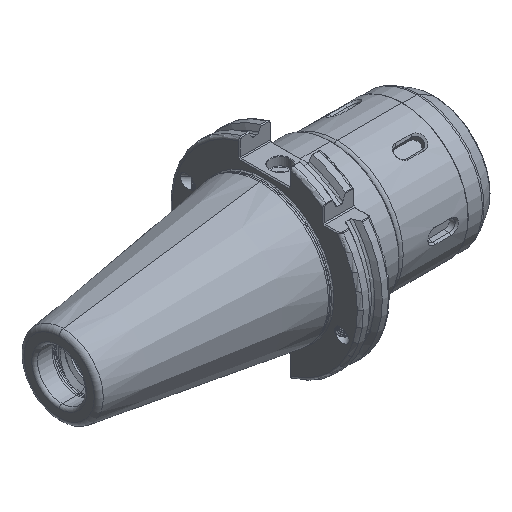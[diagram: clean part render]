
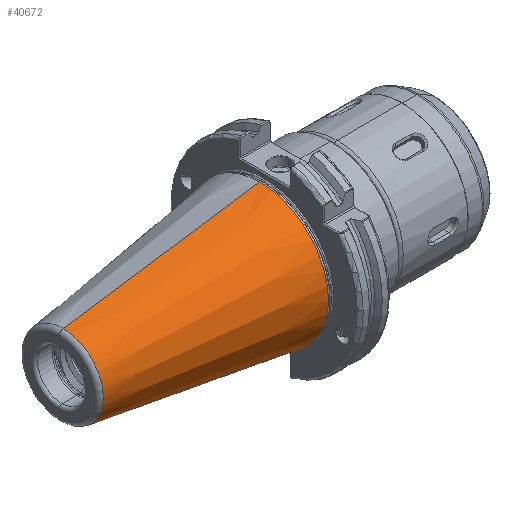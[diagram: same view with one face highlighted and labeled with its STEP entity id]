
A CAD part, isometric view. The second image highlights one B-rep face of the part: STEP entity #40672.
In plain terms, the highlighted conical face has half-angle 8.297 degrees and reference radius 35.392 mm.
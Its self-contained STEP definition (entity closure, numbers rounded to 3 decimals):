
#5046 = DIRECTION ( 'NONE',  ( 1., 0., 0. ) ) ;
#5048 = DIRECTION ( 'NONE',  ( 0., 0., -1. ) ) ;
#5066 = CARTESIAN_POINT ( 'NONE',  ( 0., 0., 0. ) ) ;
#6368 = EDGE_LOOP ( 'NONE', ( #14494, #14464, #14502, #14481, #14506 ) ) ;
#10572 = VERTEX_POINT ( 'NONE', #45297 ) ;
#10595 = VERTEX_POINT ( 'NONE', #45298 ) ;
#10682 = VERTEX_POINT ( 'NONE', #45354 ) ;
#10736 = VERTEX_POINT ( 'NONE', #45356 ) ;
#10758 = VERTEX_POINT ( 'NONE', #45363 ) ;
#13908 = CIRCLE ( 'NONE', #20808, 35.027 ) ;
#13976 = LINE ( 'NONE', #33535, #13984 ) ;
#13984 = VECTOR ( 'NONE', #33507, 1000. ) ;
#14000 = LINE ( 'NONE', #33517, #14016 ) ;
#14016 = VECTOR ( 'NONE', #33528, 1000. ) ;
#14464 = ORIENTED_EDGE ( 'NONE', *, *, #25013, .T. ) ;
#14481 = ORIENTED_EDGE ( 'NONE', *, *, #25073, .F. ) ;
#14494 = ORIENTED_EDGE ( 'NONE', *, *, #46179, .F. ) ;
#14502 = ORIENTED_EDGE ( 'NONE', *, *, #46181, .T. ) ;
#14506 = ORIENTED_EDGE ( 'NONE', *, *, #46117, .F. ) ;
#16591 = CARTESIAN_POINT ( 'NONE',  ( -102.811, 0., 0. ) ) ;
#16597 = DIRECTION ( 'NONE',  ( 0., 0., 1. ) ) ;
#16604 = DIRECTION ( 'NONE',  ( 1., 0., 0. ) ) ;
#17002 = CONICAL_SURFACE ( 'NONE', #26621, 35.392, 0.145 ) ;
#17020 = FACE_OUTER_BOUND ( 'NONE', #6368, .T. ) ;
#17636 = CIRCLE ( 'NONE', #25481, 35.027 ) ;
#18399 = CIRCLE ( 'NONE', #25487, 20.399 ) ;
#20808 = AXIS2_PLACEMENT_3D ( 'NONE', #25541, #25480, #25543 ) ;
#25013 = EDGE_CURVE ( 'NONE', #10736, #10572, #18399, .T. ) ;
#25073 = EDGE_CURVE ( 'NONE', #10758, #10595, #17636, .T. ) ;
#25480 = DIRECTION ( 'NONE',  ( 1., 0., 0. ) ) ;
#25481 = AXIS2_PLACEMENT_3D ( 'NONE', #44656, #44659, #44681 ) ;
#25487 = AXIS2_PLACEMENT_3D ( 'NONE', #16591, #16604, #16597 ) ;
#25541 = CARTESIAN_POINT ( 'NONE',  ( -2.5, 0., 0. ) ) ;
#25543 = DIRECTION ( 'NONE',  ( 0., 1., 0. ) ) ;
#26621 = AXIS2_PLACEMENT_3D ( 'NONE', #5066, #5046, #5048 ) ;
#33507 = DIRECTION ( 'NONE',  ( 0.99, 0., -0.144 ) ) ;
#33517 = CARTESIAN_POINT ( 'NONE',  ( 0., 0., 35.392 ) ) ;
#33528 = DIRECTION ( 'NONE',  ( 0.99, 0., 0.144 ) ) ;
#33535 = CARTESIAN_POINT ( 'NONE',  ( 0., 0., -35.392 ) ) ;
#40672 = ADVANCED_FACE ( 'NONE', ( #17020 ), #17002, .T. ) ;
#44656 = CARTESIAN_POINT ( 'NONE',  ( -2.5, 0., 0. ) ) ;
#44659 = DIRECTION ( 'NONE',  ( 1., 0., 0. ) ) ;
#44681 = DIRECTION ( 'NONE',  ( 0., 1., 0. ) ) ;
#45297 = CARTESIAN_POINT ( 'NONE',  ( -102.811, 0., -20.399 ) ) ;
#45298 = CARTESIAN_POINT ( 'NONE',  ( -2.5, 0., -35.027 ) ) ;
#45354 = CARTESIAN_POINT ( 'NONE',  ( -2.5, 0., 35.027 ) ) ;
#45356 = CARTESIAN_POINT ( 'NONE',  ( -102.811, 0., 20.399 ) ) ;
#45363 = CARTESIAN_POINT ( 'NONE',  ( -2.5, -35.027, 0. ) ) ;
#46117 = EDGE_CURVE ( 'NONE', #10682, #10758, #13908, .T. ) ;
#46179 = EDGE_CURVE ( 'NONE', #10736, #10682, #14000, .T. ) ;
#46181 = EDGE_CURVE ( 'NONE', #10572, #10595, #13976, .T. ) ;
